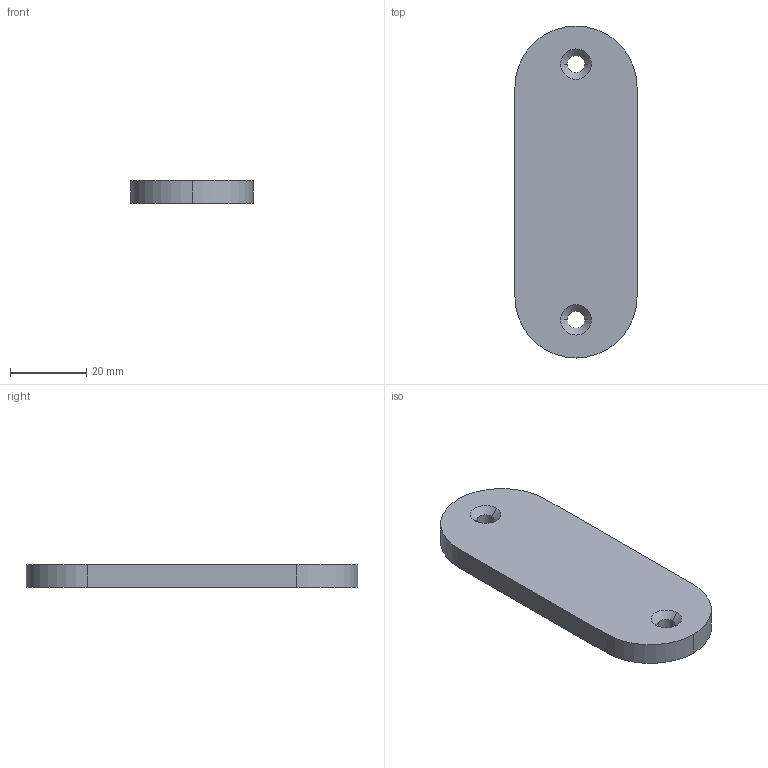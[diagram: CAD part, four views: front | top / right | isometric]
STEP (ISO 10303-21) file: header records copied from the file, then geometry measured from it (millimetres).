
FILE_DESCRIPTION (( 'STEP AP203' ), '1' );
FILE_NAME ('15115.STEP', '2019-07-31T13:09:32', ( '' ), ( '' ), 'SwSTEP 2.0', 'SolidWorks 2015', '' );
FILE_SCHEMA (( 'CONFIG_CONTROL_DESIGN' ));
Length unit declared in the file: millimetre
Products named in the file (1): 15115
Bounding box: 32 x 87 x 6 mm (x, y, z)
Volume: 15139.7 mm3; surface area: 6483.6 mm2
Topology: 1 solids, 1 shells, 180 faces, 482 edges, 320 vertices
Faces by surface type: plane 104, bspline 64, cylinder 8, cone 4
Entity records: 8847 total; most frequent: CARTESIAN_POINT 4679, ORIENTED_EDGE 964, DIRECTION 608, EDGE_CURVE 482, LINE 334, VECTOR 334, VERTEX_POINT 320, EDGE_LOOP 200
